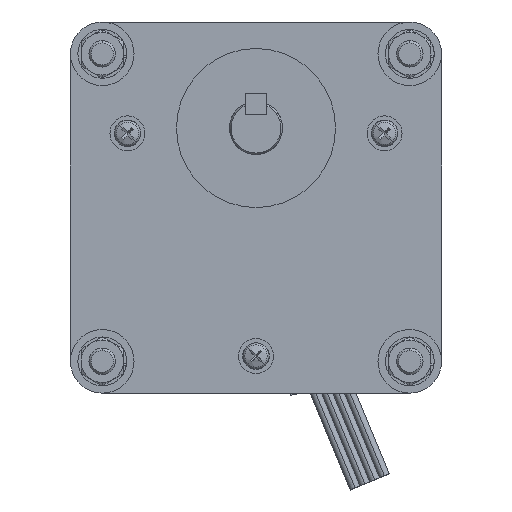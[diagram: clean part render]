
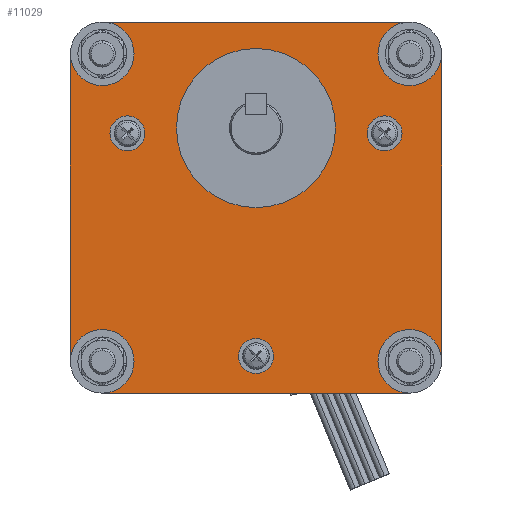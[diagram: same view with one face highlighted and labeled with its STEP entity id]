
A CAD part, left-side view. The second image highlights one B-rep face of the part: STEP entity #11029.
In plain terms, the highlighted planar face has unit normal (-1, 0, 0).
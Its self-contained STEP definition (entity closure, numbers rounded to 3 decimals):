
#10301=CARTESIAN_POINT('POINT8892',(1.,35.,-44.));
#10302=VERTEX_POINT('VERTEX8892',#10301);
#10309=CARTESIAN_POINT('POINT8893',(1.,35.,14.));
#10310=VERTEX_POINT('VERTEX8893',#10309);
#10311=CARTESIAN_POINT('POS12687',(1.,35.,14.));
#10312=DIRECTION('DIR18940',(0.,0.,-1.));
#10313=VECTOR('VEC6434',#10312,1.);
#10314=LINE('STRAIGHT6434',#10311,#10313);
#10315=EDGE_CURVE('EDGE14290',#10310,#10302,#10314,.T.);
#10331=CARTESIAN_POINT('POINT8894',(1.,29.,20.));
#10332=VERTEX_POINT('VERTEX8894',#10331);
#10355=CARTESIAN_POINT('POINT8896',(1.,29.,
   8.));
#10356=VERTEX_POINT('VERTEX8896',#10355);
#10357=CARTESIAN_POINT('POS12693',(1.,29.,
   14.));
#10358=DIRECTION('DIR18948',(1.,0.,0.));
#10359=DIRECTION('DIR18949',(0.,0.,-1.));
#10360=AXIS2_PLACEMENT_3D('AXIS6256',#10357,#10358,#10359);
#10361=CIRCLE('ELLIPSE2668',#10360,6.);
#10362=EDGE_CURVE('EDGE14295',#10356,#10310,#10361,.T.);
#10382=EDGE_CURVE('EDGE14297',#10332,#10356,#10361,.T.);
#10396=CARTESIAN_POINT('POINT8898',(1.,-29.,20.));
#10397=VERTEX_POINT('VERTEX8898',#10396);
#10398=CARTESIAN_POINT('POS12697',(1.,-29.,20.));
#10399=DIRECTION('DIR18954',(0.,1.,0.));
#10400=VECTOR('VEC6440',#10399,1.);
#10401=LINE('STRAIGHT6440',#10398,#10400);
#10402=EDGE_CURVE('EDGE14299',#10397,#10332,#10401,.T.);
#10418=CARTESIAN_POINT('POINT8899',(1.,-35.,14.));
#10419=VERTEX_POINT('VERTEX8899',#10418);
#10442=CARTESIAN_POINT('POINT8901',(1.,-23.,
   14.));
#10443=VERTEX_POINT('VERTEX8901',#10442);
#10444=CARTESIAN_POINT('POS12703',(1.,-29.,
   14.));
#10445=DIRECTION('DIR18962',(1.,0.,0.));
#10446=DIRECTION('DIR18963',(0.,0.,-1.));
#10447=AXIS2_PLACEMENT_3D('AXIS6260',#10444,#10445,#10446);
#10448=CIRCLE('ELLIPSE2670',#10447,6.);
#10449=EDGE_CURVE('EDGE14304',#10443,#10397,#10448,.T.);
#10470=EDGE_CURVE('EDGE14306',#10419,#10443,#10448,.T.);
#10491=CARTESIAN_POINT('POINT8903',(1.,29.,-50.));
#10492=VERTEX_POINT('VERTEX8903',#10491);
#10499=CARTESIAN_POINT('POINT8904',(1.,23.,-44.));
#10500=VERTEX_POINT('VERTEX8904',#10499);
#10501=CARTESIAN_POINT('POS12709',(1.,29.,-44.));
#10502=DIRECTION('DIR18971',(1.,0.,0.));
#10503=DIRECTION('DIR18972',(0.,0.,-1.));
#10504=AXIS2_PLACEMENT_3D('AXIS6263',#10501,#10502,#10503);
#10505=CIRCLE('ELLIPSE2672',#10504,6.);
#10506=EDGE_CURVE('EDGE14310',#10500,#10492,#10505,.T.);
#10527=EDGE_CURVE('EDGE14312',#10302,#10500,#10505,.T.);
#10532=CARTESIAN_POINT('POINT8905',(1.,0.,-39.7));
#10533=VERTEX_POINT('VERTEX8905',#10532);
#10540=CARTESIAN_POINT('POINT8906',(1.,
   0.,-46.3));
#10541=VERTEX_POINT('VERTEX8906',#10540);
#10542=CARTESIAN_POINT('POS12713',(1.,0.,
   -43.));
#10543=DIRECTION('DIR18977',(1.,0.,0.));
#10544=DIRECTION('DIR18978',(0.,0.,1.));
#10545=AXIS2_PLACEMENT_3D('AXIS6265',#10542,#10543,#10544);
#10546=CIRCLE('ELLIPSE2673',#10545,3.3);
#10547=EDGE_CURVE('EDGE14314',#10541,#10533,#10546,.T.);
#10567=EDGE_CURVE('EDGE14316',#10533,#10541,#10546,.T.);
#10572=CARTESIAN_POINT('POINT8907',(1.,
   -24.249,2.3));
#10573=VERTEX_POINT('VERTEX8907',#10572);
#10580=CARTESIAN_POINT('POINT8908',(1.,
   -24.249,-4.3));
#10581=VERTEX_POINT('VERTEX8908',#10580);
#10582=CARTESIAN_POINT('POS12717',(1.,
   -24.249,-1.));
#10583=DIRECTION('DIR18983',(1.,0.,0.));
#10584=DIRECTION('DIR18984',(0.,0.,1.));
#10585=AXIS2_PLACEMENT_3D('AXIS6267',#10582,#10583,#10584);
#10586=CIRCLE('ELLIPSE2674',#10585,3.3);
#10587=EDGE_CURVE('EDGE14318',#10581,#10573,#10586,.T.);
#10607=EDGE_CURVE('EDGE14320',#10573,#10581,#10586,.T.);
#10612=CARTESIAN_POINT('POINT8909',(1.,
   24.249,2.3));
#10613=VERTEX_POINT('VERTEX8909',#10612);
#10620=CARTESIAN_POINT('POINT8910',(1.,
   24.249,-4.3));
#10621=VERTEX_POINT('VERTEX8910',#10620);
#10622=CARTESIAN_POINT('POS12721',(1.,
   24.249,-1.));
#10623=DIRECTION('DIR18989',(1.,0.,0.));
#10624=DIRECTION('DIR18990',(0.,0.,1.));
#10625=AXIS2_PLACEMENT_3D('AXIS6269',#10622,#10623,#10624);
#10626=CIRCLE('ELLIPSE2675',#10625,3.3);
#10627=EDGE_CURVE('EDGE14322',#10621,#10613,#10626,.T.);
#10647=EDGE_CURVE('EDGE14324',#10613,#10621,#10626,.T.);
#10652=CARTESIAN_POINT('POINT8911',(1.,
   0.,15.));
#10653=VERTEX_POINT('VERTEX8911',#10652);
#10661=CARTESIAN_POINT('POINT8912',(1.,0.,
   -15.));
#10662=VERTEX_POINT('VERTEX8912',#10661);
#10669=CARTESIAN_POINT('POS12726',(1.,0.,
   0.));
#10670=DIRECTION('DIR18996',(1.,0.,0.));
#10671=DIRECTION('DIR18997',(0.,0.,1.));
#10672=AXIS2_PLACEMENT_3D('AXIS6271',#10669,#10670,#10671);
#10673=CIRCLE('ELLIPSE2676',#10672,15.);
#10674=EDGE_CURVE('EDGE14327',#10653,#10662,#10673,.T.);
#10685=EDGE_CURVE('EDGE14328',#10662,#10653,#10673,.T.);
#10900=CARTESIAN_POINT('POINT8924',(1.,-35.,-44.));
#10901=VERTEX_POINT('VERTEX8924',#10900);
#10902=CARTESIAN_POINT('POS12748',(1.,-35.,-15.));
#10903=DIRECTION('DIR19031',(0.,0.,1.));
#10904=VECTOR('VEC6465',#10903,1.);
#10905=LINE('STRAIGHT6465',#10902,#10904);
#10906=EDGE_CURVE('EDGE14350',#10901,#10419,#10905,.T.);
#10962=CARTESIAN_POINT('POINT8926',(1.,-29.,-50.));
#10963=VERTEX_POINT('VERTEX8926',#10962);
#10970=CARTESIAN_POINT('POS12755',(1.,29.,-50.));
#10971=DIRECTION('DIR19041',(0.,-1.,0.));
#10972=VECTOR('VEC6469',#10971,1.);
#10973=LINE('STRAIGHT6469',#10970,#10972);
#10974=EDGE_CURVE('EDGE14355',#10492,#10963,#10973,.T.);
#10985=ORIENTED_EDGE('COEDGE28684',*,*,#10685,.T.);
#10986=ORIENTED_EDGE('COEDGE28685',*,*,#10674,.T.);
#10987=EDGE_LOOP('NONE',(#10985,#10986));
#10988=FACE_BOUND('LOOP1',#10987,.T.);
#10989=ORIENTED_EDGE('COEDGE28686',*,*,#10647,.T.);
#10990=ORIENTED_EDGE('COEDGE28687',*,*,#10627,.T.);
#10991=EDGE_LOOP('NONE',(#10989,#10990));
#10992=FACE_BOUND('LOOP1',#10991,.T.);
#10993=ORIENTED_EDGE('COEDGE28688',*,*,#10607,.T.);
#10994=ORIENTED_EDGE('COEDGE28689',*,*,#10587,.T.);
#10995=EDGE_LOOP('NONE',(#10993,#10994));
#10996=FACE_BOUND('LOOP1',#10995,.T.);
#10997=ORIENTED_EDGE('COEDGE28690',*,*,#10567,.T.);
#10998=ORIENTED_EDGE('COEDGE28691',*,*,#10547,.T.);
#10999=EDGE_LOOP('NONE',(#10997,#10998));
#11000=FACE_BOUND('LOOP1',#10999,.T.);
#11001=ORIENTED_EDGE('COEDGE28692',*,*,#10527,.T.);
#11002=ORIENTED_EDGE('COEDGE28693',*,*,#10506,.T.);
#11003=ORIENTED_EDGE('COEDGE28694',*,*,#10974,.T.);
#11004=CARTESIAN_POINT('POINT8927',(1.,-29.,-38.));
#11005=VERTEX_POINT('VERTEX8927',#11004);
#11006=CARTESIAN_POINT('POS12757',(1.,-29.,-44.));
#11007=DIRECTION('DIR19044',(1.,0.,0.));
#11008=DIRECTION('DIR19045',(0.,0.,-1.));
#11009=AXIS2_PLACEMENT_3D('AXIS6288',#11006,#11007,#11008);
#11010=CIRCLE('ELLIPSE2685',#11009,6.);
#11011=EDGE_CURVE('EDGE14356',#10963,#11005,#11010,.T.);
#11012=ORIENTED_EDGE('COEDGE28695',*,*,#11011,.T.);
#11013=EDGE_CURVE('EDGE14357',#11005,#10901,#11010,.T.);
#11014=ORIENTED_EDGE('COEDGE28696',*,*,#11013,.T.);
#11015=ORIENTED_EDGE('COEDGE28697',*,*,#10906,.T.);
#11016=ORIENTED_EDGE('COEDGE28698',*,*,#10470,.T.);
#11017=ORIENTED_EDGE('COEDGE28699',*,*,#10449,.T.);
#11018=ORIENTED_EDGE('COEDGE28700',*,*,#10402,.T.);
#11019=ORIENTED_EDGE('COEDGE28701',*,*,#10382,.T.);
#11020=ORIENTED_EDGE('COEDGE28702',*,*,#10362,.T.);
#11021=ORIENTED_EDGE('COEDGE28703',*,*,#10315,.T.);
#11022=EDGE_LOOP('NONE',(#11001,#11002,#11003,#11012,#11014,#11015,
   #11016,#11017,#11018,#11019,#11020,#11021));
#11023=FACE_BOUND('LOOP1',#11022,.T.);
#11024=CARTESIAN_POINT('POS12758',(1.,0.,-15.));
#11025=DIRECTION('DIR19046',(1.,0.,0.));
#11026=DIRECTION('DIR19047',(0.,1.,0.));
#11027=AXIS2_PLACEMENT_3D('AXIS6289',#11024,#11025,#11026);
#11028=PLANE('PLANE2549',#11027);
#11029=ADVANCED_FACE('FACE5905',(#10988,#10992,#10996,#11000,#11023),
   #11028,.F.);
